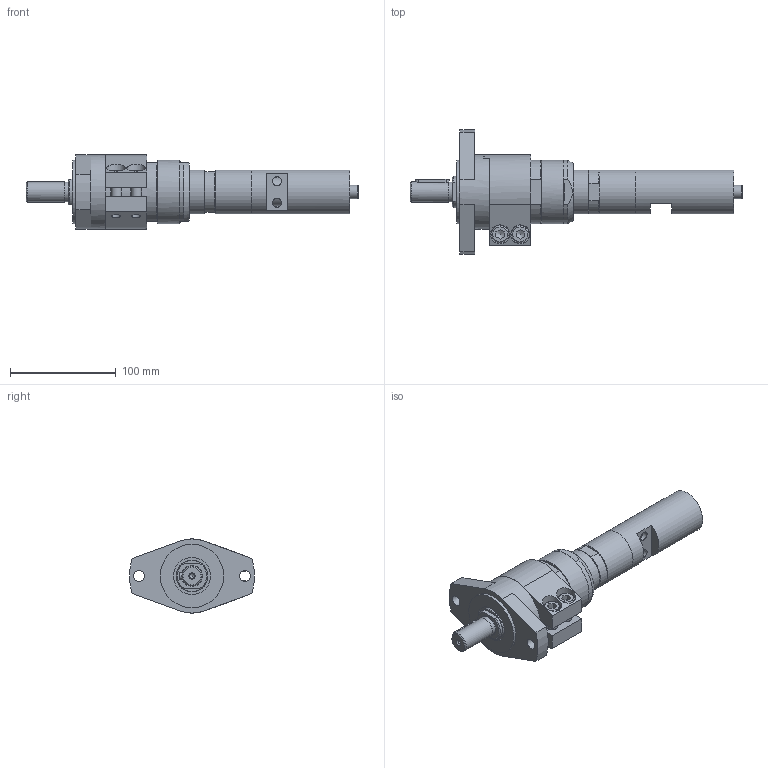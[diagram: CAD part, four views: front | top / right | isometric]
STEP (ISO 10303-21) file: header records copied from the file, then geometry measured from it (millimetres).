
FILE_DESCRIPTION(/* description */ (''),/* implementation_level */ '2;1');
FILE_NAME(/* name */ 'MUB 23-25 F100_60031755.stp',/* time_stamp */ '2019-05-24T15:11:09+02:00',/* author */ ('flambert'),/* organization */ (''),/* preprocessor_version */ 'ST-DEVELOPER v17',/* originating_system */ 'Autodesk Inventor 2018',/* authorisation */ '');
FILE_SCHEMA (('AUTOMOTIVE_DESIGN { 1 0 10303 214 3 1 1 }'));
Length unit declared in the file: millimetre
Products named in the file (1): MUB 23-25 F100_60031755
Bounding box: 313.5 x 118 x 70 mm (x, y, z)
Volume: 642697.1 mm3; surface area: 79662.9 mm2
Topology: 1 solids, 8 shells, 241 faces, 651 edges, 446 vertices
Faces by surface type: plane 117, cylinder 83, cone 31, torus 8, sphere 2
Full cylindrical faces by diameter (mm): 1.55 x2, 3.6 x1, 4 x1, 4.134 x1, 5 x1, 5.5 x1, 8 x1, 8.376 x2, 8.5 x1, 8.566 x2, 10 x2, 10.3 x2, 10.5 x2, 13 x1, 16 x2, 18 x2, 18.8 x1, 19 x1, 29.95 x1, 35 x1, 36 x1, 39 x1, 39.5 x1, 40 x2, 41.5 x3, 42 x1, 55.178 x1, 60 x2, 70 x1
Entity records: 8400 total; most frequent: CARTESIAN_POINT 1798, DIRECTION 1375, ORIENTED_EDGE 1294, EDGE_CURVE 647, AXIS2_PLACEMENT_3D 562, VERTEX_POINT 446, CIRCLE 316, EDGE_LOOP 285
